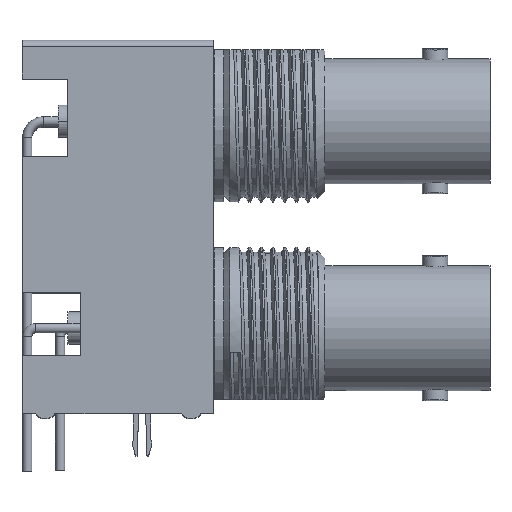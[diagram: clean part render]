
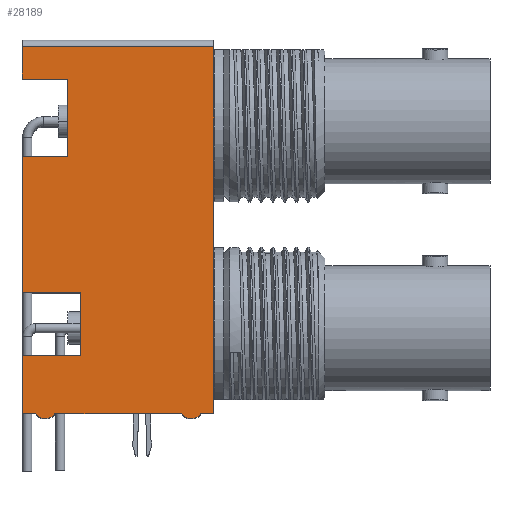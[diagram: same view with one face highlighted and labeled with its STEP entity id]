
A CAD part, top view. The second image highlights one B-rep face of the part: STEP entity #28189.
In plain terms, the highlighted planar face has unit normal (0, 0, 1).
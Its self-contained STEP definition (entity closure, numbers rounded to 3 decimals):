
#27557 = VERTEX_POINT('',#27558);
#27558 = CARTESIAN_POINT('',(15.611,-14.44,7.2));
#27564 = EDGE_CURVE('',#27565,#27557,#27567,.T.);
#27565 = VERTEX_POINT('',#27566);
#27566 = CARTESIAN_POINT('',(15.611,13.932,7.2));
#27567 = LINE('',#27568,#27569);
#27568 = CARTESIAN_POINT('',(15.611,13.932,7.2));
#27569 = VECTOR('',#27570,1.);
#27570 = DIRECTION('',(0.,-1.,0.));
#27824 = VERTEX_POINT('',#27825);
#27825 = CARTESIAN_POINT('',(0.76,-14.44,7.2));
#27833 = EDGE_CURVE('',#27824,#27834,#27836,.T.);
#27834 = VERTEX_POINT('',#27835);
#27835 = CARTESIAN_POINT('',(1.802,-14.44,7.2));
#27836 = LINE('',#27837,#27838);
#27837 = CARTESIAN_POINT('',(0.76,-14.44,7.2));
#27838 = VECTOR('',#27839,1.);
#27839 = DIRECTION('',(1.,0.,0.));
#27858 = VERTEX_POINT('',#27859);
#27859 = CARTESIAN_POINT('',(3.302,-14.44,7.2));
#27865 = EDGE_CURVE('',#27858,#27866,#27868,.T.);
#27866 = VERTEX_POINT('',#27867);
#27867 = CARTESIAN_POINT('',(13.095,-14.44,7.2));
#27868 = LINE('',#27869,#27870);
#27869 = CARTESIAN_POINT('',(3.302,-14.44,7.2));
#27870 = VECTOR('',#27871,1.);
#27871 = DIRECTION('',(1.,0.,0.));
#27890 = VERTEX_POINT('',#27891);
#27891 = CARTESIAN_POINT('',(14.595,-14.44,7.2));
#27897 = EDGE_CURVE('',#27890,#27557,#27898,.T.);
#27898 = LINE('',#27899,#27900);
#27899 = CARTESIAN_POINT('',(14.595,-14.44,7.2));
#27900 = VECTOR('',#27901,1.);
#27901 = DIRECTION('',(1.,0.,0.));
#28189 = ADVANCED_FACE('',(#28190),#28322,.T.);
#28190 = FACE_BOUND('',#28191,.F.);
#28191 = EDGE_LOOP('',(#28192,#28200,#28208,#28216,#28224,#28232,#28240,
    #28248,#28256,#28264,#28270,#28271,#28272,#28281,#28289,#28296,
    #28297,#28306,#28314,#28321));
#28192 = ORIENTED_EDGE('',*,*,#28193,.T.);
#28193 = EDGE_CURVE('',#27824,#28194,#28196,.T.);
#28194 = VERTEX_POINT('',#28195);
#28195 = CARTESIAN_POINT('',(0.76,-9.94,7.2));
#28196 = LINE('',#28197,#28198);
#28197 = CARTESIAN_POINT('',(0.76,-14.44,7.2));
#28198 = VECTOR('',#28199,1.);
#28199 = DIRECTION('',(0.,1.,0.));
#28200 = ORIENTED_EDGE('',*,*,#28201,.F.);
#28201 = EDGE_CURVE('',#28202,#28194,#28204,.T.);
#28202 = VERTEX_POINT('',#28203);
#28203 = CARTESIAN_POINT('',(5.318,-9.94,7.2));
#28204 = LINE('',#28205,#28206);
#28205 = CARTESIAN_POINT('',(5.318,-9.94,7.2));
#28206 = VECTOR('',#28207,1.);
#28207 = DIRECTION('',(-1.,0.,0.));
#28208 = ORIENTED_EDGE('',*,*,#28209,.T.);
#28209 = EDGE_CURVE('',#28202,#28210,#28212,.T.);
#28210 = VERTEX_POINT('',#28211);
#28211 = CARTESIAN_POINT('',(5.318,-5.09,7.2));
#28212 = LINE('',#28213,#28214);
#28213 = CARTESIAN_POINT('',(5.318,-9.94,7.2));
#28214 = VECTOR('',#28215,1.);
#28215 = DIRECTION('',(0.,1.,0.));
#28216 = ORIENTED_EDGE('',*,*,#28217,.F.);
#28217 = EDGE_CURVE('',#28218,#28210,#28220,.T.);
#28218 = VERTEX_POINT('',#28219);
#28219 = CARTESIAN_POINT('',(0.762,-5.09,7.2));
#28220 = LINE('',#28221,#28222);
#28221 = CARTESIAN_POINT('',(0.762,-5.09,7.2));
#28222 = VECTOR('',#28223,1.);
#28223 = DIRECTION('',(1.,0.,0.));
#28224 = ORIENTED_EDGE('',*,*,#28225,.F.);
#28225 = EDGE_CURVE('',#28226,#28218,#28228,.T.);
#28226 = VERTEX_POINT('',#28227);
#28227 = CARTESIAN_POINT('',(0.762,5.461,7.2));
#28228 = LINE('',#28229,#28230);
#28229 = CARTESIAN_POINT('',(0.762,5.461,7.2));
#28230 = VECTOR('',#28231,1.);
#28231 = DIRECTION('',(0.,-1.,0.));
#28232 = ORIENTED_EDGE('',*,*,#28233,.T.);
#28233 = EDGE_CURVE('',#28226,#28234,#28236,.T.);
#28234 = VERTEX_POINT('',#28235);
#28235 = CARTESIAN_POINT('',(4.318,5.461,7.2));
#28236 = LINE('',#28237,#28238);
#28237 = CARTESIAN_POINT('',(0.762,5.461,7.2));
#28238 = VECTOR('',#28239,1.);
#28239 = DIRECTION('',(1.,0.,0.));
#28240 = ORIENTED_EDGE('',*,*,#28241,.F.);
#28241 = EDGE_CURVE('',#28242,#28234,#28244,.T.);
#28242 = VERTEX_POINT('',#28243);
#28243 = CARTESIAN_POINT('',(4.318,11.443,7.2));
#28244 = LINE('',#28245,#28246);
#28245 = CARTESIAN_POINT('',(4.318,11.443,7.2));
#28246 = VECTOR('',#28247,1.);
#28247 = DIRECTION('',(0.,-1.,0.));
#28248 = ORIENTED_EDGE('',*,*,#28249,.F.);
#28249 = EDGE_CURVE('',#28250,#28242,#28252,.T.);
#28250 = VERTEX_POINT('',#28251);
#28251 = CARTESIAN_POINT('',(0.762,11.443,7.2));
#28252 = LINE('',#28253,#28254);
#28253 = CARTESIAN_POINT('',(0.762,11.443,7.2));
#28254 = VECTOR('',#28255,1.);
#28255 = DIRECTION('',(1.,0.,0.));
#28256 = ORIENTED_EDGE('',*,*,#28257,.F.);
#28257 = EDGE_CURVE('',#28258,#28250,#28260,.T.);
#28258 = VERTEX_POINT('',#28259);
#28259 = CARTESIAN_POINT('',(0.762,13.932,7.2));
#28260 = LINE('',#28261,#28262);
#28261 = CARTESIAN_POINT('',(0.762,13.932,7.2));
#28262 = VECTOR('',#28263,1.);
#28263 = DIRECTION('',(0.,-1.,0.));
#28264 = ORIENTED_EDGE('',*,*,#28265,.T.);
#28265 = EDGE_CURVE('',#28258,#27565,#28266,.T.);
#28266 = LINE('',#28267,#28268);
#28267 = CARTESIAN_POINT('',(0.762,13.932,7.2));
#28268 = VECTOR('',#28269,1.);
#28269 = DIRECTION('',(1.,0.,0.));
#28270 = ORIENTED_EDGE('',*,*,#27564,.T.);
#28271 = ORIENTED_EDGE('',*,*,#27897,.F.);
#28272 = ORIENTED_EDGE('',*,*,#28273,.F.);
#28273 = EDGE_CURVE('',#28274,#27890,#28276,.T.);
#28274 = VERTEX_POINT('',#28275);
#28275 = CARTESIAN_POINT('',(13.977,-14.811,7.2));
#28276 = CIRCLE('',#28277,0.7);
#28277 = AXIS2_PLACEMENT_3D('',#28278,#28279,#28280);
#28278 = CARTESIAN_POINT('',(13.977,-14.111,7.2));
#28279 = DIRECTION('',(-0.,0.,1.));
#28280 = DIRECTION('',(0.,-1.,0.));
#28281 = ORIENTED_EDGE('',*,*,#28282,.T.);
#28282 = EDGE_CURVE('',#28274,#28283,#28285,.T.);
#28283 = VERTEX_POINT('',#28284);
#28284 = CARTESIAN_POINT('',(13.713,-14.811,7.2));
#28285 = LINE('',#28286,#28287);
#28286 = CARTESIAN_POINT('',(13.977,-14.811,7.2));
#28287 = VECTOR('',#28288,1.);
#28288 = DIRECTION('',(-1.,0.,0.));
#28289 = ORIENTED_EDGE('',*,*,#28290,.F.);
#28290 = EDGE_CURVE('',#27866,#28283,#28291,.T.);
#28291 = CIRCLE('',#28292,0.7);
#28292 = AXIS2_PLACEMENT_3D('',#28293,#28294,#28295);
#28293 = CARTESIAN_POINT('',(13.713,-14.111,7.2));
#28294 = DIRECTION('',(0.,0.,1.));
#28295 = DIRECTION('',(-0.883,-0.47,0.));
#28296 = ORIENTED_EDGE('',*,*,#27865,.F.);
#28297 = ORIENTED_EDGE('',*,*,#28298,.F.);
#28298 = EDGE_CURVE('',#28299,#27858,#28301,.T.);
#28299 = VERTEX_POINT('',#28300);
#28300 = CARTESIAN_POINT('',(2.684,-14.811,7.2));
#28301 = CIRCLE('',#28302,0.7);
#28302 = AXIS2_PLACEMENT_3D('',#28303,#28304,#28305);
#28303 = CARTESIAN_POINT('',(2.684,-14.111,7.2));
#28304 = DIRECTION('',(-0.,0.,1.));
#28305 = DIRECTION('',(0.,-1.,0.));
#28306 = ORIENTED_EDGE('',*,*,#28307,.T.);
#28307 = EDGE_CURVE('',#28299,#28308,#28310,.T.);
#28308 = VERTEX_POINT('',#28309);
#28309 = CARTESIAN_POINT('',(2.42,-14.811,7.2));
#28310 = LINE('',#28311,#28312);
#28311 = CARTESIAN_POINT('',(2.684,-14.811,7.2));
#28312 = VECTOR('',#28313,1.);
#28313 = DIRECTION('',(-1.,0.,0.));
#28314 = ORIENTED_EDGE('',*,*,#28315,.F.);
#28315 = EDGE_CURVE('',#27834,#28308,#28316,.T.);
#28316 = CIRCLE('',#28317,0.7);
#28317 = AXIS2_PLACEMENT_3D('',#28318,#28319,#28320);
#28318 = CARTESIAN_POINT('',(2.42,-14.111,7.2));
#28319 = DIRECTION('',(0.,0.,1.));
#28320 = DIRECTION('',(-0.883,-0.47,0.));
#28321 = ORIENTED_EDGE('',*,*,#27833,.F.);
#28322 = PLANE('',#28323);
#28323 = AXIS2_PLACEMENT_3D('',#28324,#28325,#28326);
#28324 = CARTESIAN_POINT('',(0.,14.44,7.2));
#28325 = DIRECTION('',(0.,0.,1.));
#28326 = DIRECTION('',(0.,-1.,0.));
